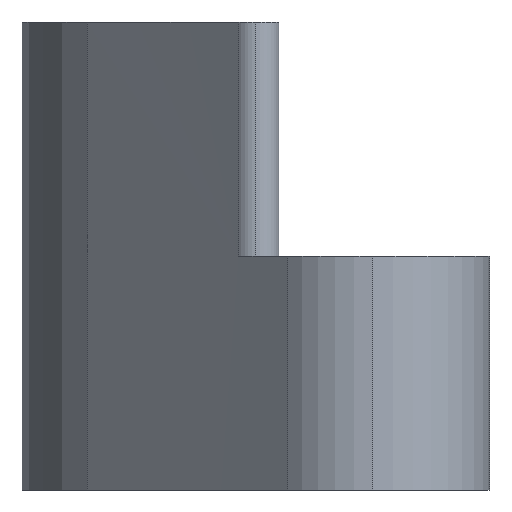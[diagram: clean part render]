
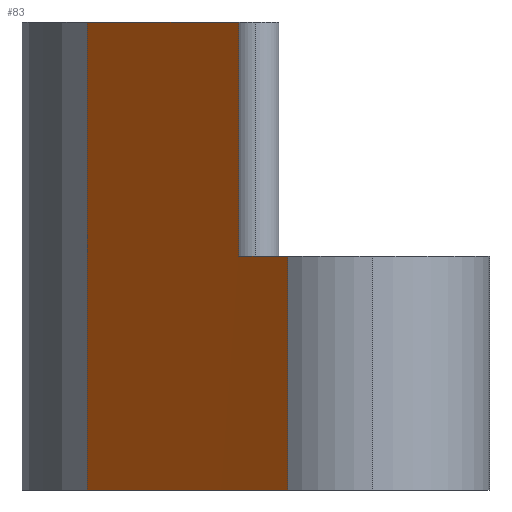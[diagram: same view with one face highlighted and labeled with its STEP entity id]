
A CAD part, left-side view. The second image highlights one B-rep face of the part: STEP entity #83.
In plain terms, the highlighted cylindrical face has radius 449.646 mm (diameter 899.291 mm), a partial arc.
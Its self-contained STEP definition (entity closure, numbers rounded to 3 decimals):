
#18 = ORIENTED_EDGE ( 'NONE', *, *, #565, .T. ) ;
#36 = ORIENTED_EDGE ( 'NONE', *, *, #584, .T. ) ;
#38 = CARTESIAN_POINT ( 'NONE',  ( 3.613, 3.441, 0. ) ) ;
#39 = AXIS2_PLACEMENT_3D ( 'NONE', #531, #470, #67 ) ;
#63 = LINE ( 'NONE', #127, #475 ) ;
#67 = DIRECTION ( 'NONE',  ( 1., 0., 0. ) ) ;
#79 = CARTESIAN_POINT ( 'NONE',  ( 3.613, 3.441, 4. ) ) ;
#83 = ADVANCED_FACE ( 'NONE', ( #467 ), #510, .F. ) ;
#100 = CARTESIAN_POINT ( 'NONE',  ( 3.613, 3.441, 4. ) ) ;
#109 = CARTESIAN_POINT ( 'NONE',  ( -308.287, 327.323, 4. ) ) ;
#110 = AXIS2_PLACEMENT_3D ( 'NONE', #109, #554, #198 ) ;
#114 = CIRCLE ( 'NONE', #39, 449.645 ) ;
#127 = CARTESIAN_POINT ( 'NONE',  ( 1.82, 1.724, 4. ) ) ;
#134 = ORIENTED_EDGE ( 'NONE', *, *, #632, .F. ) ;
#163 = DIRECTION ( 'NONE',  ( 0., 0., -1. ) ) ;
#165 = DIRECTION ( 'NONE',  ( 0., 0., 1. ) ) ;
#167 = VERTEX_POINT ( 'NONE', #79 ) ;
#168 = LINE ( 'NONE', #574, #250 ) ;
#190 = VERTEX_POINT ( 'NONE', #522 ) ;
#198 = DIRECTION ( 'NONE',  ( -1., 0., 0. ) ) ;
#199 = EDGE_CURVE ( 'NONE', #167, #190, #425, .T. ) ;
#224 = EDGE_LOOP ( 'NONE', ( #134, #36, #457, #242, #18, #564 ) ) ;
#242 = ORIENTED_EDGE ( 'NONE', *, *, #468, .T. ) ;
#250 = VECTOR ( 'NONE', #165, 1000. ) ;
#277 = CARTESIAN_POINT ( 'NONE',  ( -308.287, 327.323, 4. ) ) ;
#303 = CARTESIAN_POINT ( 'NONE',  ( 1.82, 1.724, 0. ) ) ;
#310 = AXIS2_PLACEMENT_3D ( 'NONE', #277, #163, #625 ) ;
#317 = CARTESIAN_POINT ( 'NONE',  ( 2.261, 2.145, 2. ) ) ;
#366 = DIRECTION ( 'NONE',  ( 0., 0., -1. ) ) ;
#375 = VERTEX_POINT ( 'NONE', #38 ) ;
#378 = VERTEX_POINT ( 'NONE', #487 ) ;
#403 = LINE ( 'NONE', #100, #608 ) ;
#413 = VERTEX_POINT ( 'NONE', #303 ) ;
#422 = DIRECTION ( 'NONE',  ( 0., 0., 1. ) ) ;
#425 = CIRCLE ( 'NONE', #310, 449.645 ) ;
#441 = CIRCLE ( 'NONE', #529, 449.645 ) ;
#457 = ORIENTED_EDGE ( 'NONE', *, *, #199, .F. ) ;
#467 = FACE_OUTER_BOUND ( 'NONE', #224, .T. ) ;
#468 = EDGE_CURVE ( 'NONE', #167, #375, #403, .T. ) ;
#470 = DIRECTION ( 'NONE',  ( 0., 0., -1. ) ) ;
#475 = VECTOR ( 'NONE', #422, 1000. ) ;
#487 = CARTESIAN_POINT ( 'NONE',  ( 1.82, 1.724, 2. ) ) ;
#503 = VERTEX_POINT ( 'NONE', #317 ) ;
#510 = CYLINDRICAL_SURFACE ( 'NONE', #110, 449.645 ) ;
#513 = DIRECTION ( 'NONE',  ( 0., 0., -1. ) ) ;
#516 = CARTESIAN_POINT ( 'NONE',  ( -308.287, 327.323, 2. ) ) ;
#522 = CARTESIAN_POINT ( 'NONE',  ( 2.261, 2.145, 4. ) ) ;
#529 = AXIS2_PLACEMENT_3D ( 'NONE', #516, #366, #567 ) ;
#531 = CARTESIAN_POINT ( 'NONE',  ( -308.287, 327.323, 0. ) ) ;
#546 = EDGE_CURVE ( 'NONE', #413, #378, #63, .T. ) ;
#554 = DIRECTION ( 'NONE',  ( 0., 0., -1. ) ) ;
#564 = ORIENTED_EDGE ( 'NONE', *, *, #546, .T. ) ;
#565 = EDGE_CURVE ( 'NONE', #375, #413, #114, .T. ) ;
#567 = DIRECTION ( 'NONE',  ( 1., 0., 0. ) ) ;
#574 = CARTESIAN_POINT ( 'NONE',  ( 2.261, 2.145, 4. ) ) ;
#584 = EDGE_CURVE ( 'NONE', #503, #190, #168, .T. ) ;
#608 = VECTOR ( 'NONE', #513, 1000. ) ;
#625 = DIRECTION ( 'NONE',  ( 1., 0., 0. ) ) ;
#632 = EDGE_CURVE ( 'NONE', #503, #378, #441, .T. ) ;
